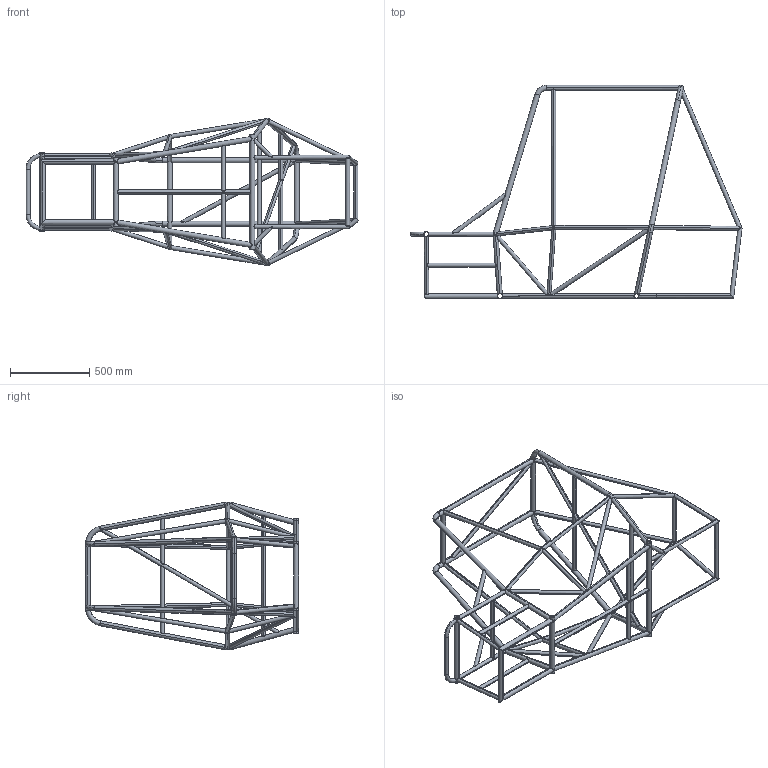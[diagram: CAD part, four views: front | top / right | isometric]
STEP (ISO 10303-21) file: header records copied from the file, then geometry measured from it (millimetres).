
FILE_DESCRIPTION (( 'STEP AP203' ), '1' );
FILE_NAME ('FIXED_Rollcage_9_31.75.STEP', '2024-08-23T12:44:08', ( '' ), ( '' ), 'SwSTEP 2.0', 'SolidWorks 2024', '' );
FILE_SCHEMA (( 'CONFIG_CONTROL_DESIGN' ));
Length unit declared in the file: millimetre
Products named in the file (1): FIXED_Rollcage_9_31.75
Bounding box: 2090.4 x 1342.47 x 931.6 mm (x, y, z)
Volume: 4708371.8 mm3; surface area: 5728475.8 mm2
Topology: 57 solids, 57 shells, 506 faces, 1333 edges, 889 vertices
Faces by surface type: cylinder 419, torus 50, plane 32, bspline 5
Entity records: 30180 total; most frequent: CARTESIAN_POINT 19325, ORIENTED_EDGE 2666, DIRECTION 1668, EDGE_CURVE 1333, VERTEX_POINT 889, AXIS2_PLACEMENT_3D 683, EDGE_LOOP 568, ADVANCED_FACE 506
